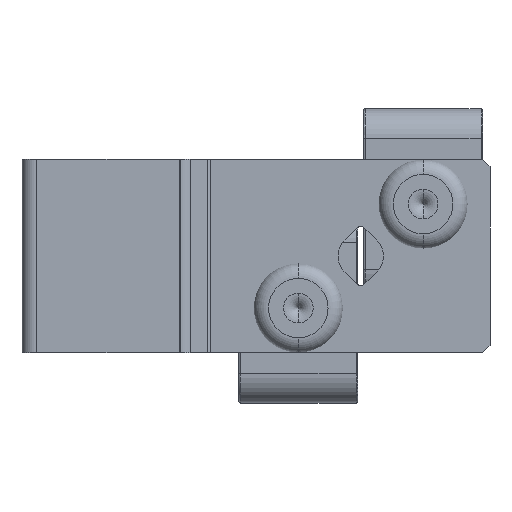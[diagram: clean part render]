
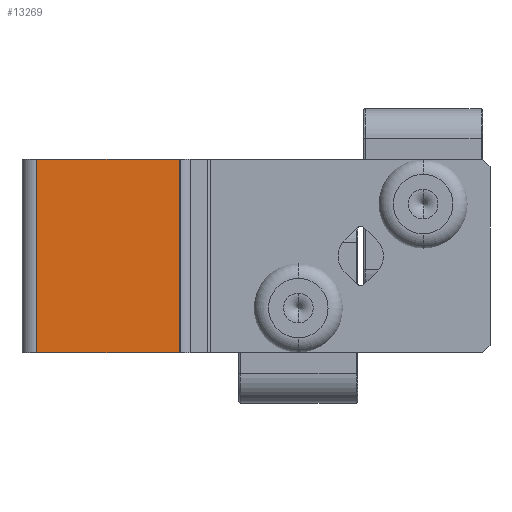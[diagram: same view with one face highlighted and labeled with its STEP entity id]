
A CAD part, front view. The second image highlights one B-rep face of the part: STEP entity #13269.
In plain terms, the highlighted planar face has unit normal (0, -1, 0).
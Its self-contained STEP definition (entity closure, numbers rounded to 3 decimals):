
#308 = EDGE_CURVE ( 'NONE', #1554, #10125, #6802, .T. ) ;
#747 = CARTESIAN_POINT ( 'NONE',  ( -621.137, -210.064, 13. ) ) ;
#1403 = ORIENTED_EDGE ( 'NONE', *, *, #308, .T. ) ;
#1554 = VERTEX_POINT ( 'NONE', #9220 ) ;
#1958 = EDGE_LOOP ( 'NONE', ( #12755, #5691, #1403, #11625 ) ) ;
#2016 = DIRECTION ( 'NONE',  ( -1., 0., 0. ) ) ;
#2201 = VERTEX_POINT ( 'NONE', #3104 ) ;
#2308 = VECTOR ( 'NONE', #11405, 1000. ) ;
#2600 = DIRECTION ( 'NONE',  ( 0., 0., -1. ) ) ;
#3104 = CARTESIAN_POINT ( 'NONE',  ( -621.137, -210.064, 0. ) ) ;
#3305 = EDGE_CURVE ( 'NONE', #2201, #11708, #14998, .T. ) ;
#3417 = EDGE_CURVE ( 'NONE', #2201, #10125, #10538, .T. ) ;
#4777 = AXIS2_PLACEMENT_3D ( 'NONE', #7477, #14819, #2600 ) ;
#5171 = VECTOR ( 'NONE', #7671, 1000. ) ;
#5691 = ORIENTED_EDGE ( 'NONE', *, *, #11136, .T. ) ;
#6542 = CARTESIAN_POINT ( 'NONE',  ( -621.137, -210.064, 0. ) ) ;
#6802 = LINE ( 'NONE', #747, #6811 ) ;
#6811 = VECTOR ( 'NONE', #2016, 1000. ) ;
#7477 = CARTESIAN_POINT ( 'NONE',  ( -621.137, -210.064, 0. ) ) ;
#7671 = DIRECTION ( 'NONE',  ( 0., 0., 1. ) ) ;
#8050 = CARTESIAN_POINT ( 'NONE',  ( -621.137, -210.064, 62.487 ) ) ;
#9088 = DIRECTION ( 'NONE',  ( 0., 0., 1. ) ) ;
#9220 = CARTESIAN_POINT ( 'NONE',  ( -611.515, -210.064, 13. ) ) ;
#9956 = FACE_OUTER_BOUND ( 'NONE', #1958, .T. ) ;
#10125 = VERTEX_POINT ( 'NONE', #14150 ) ;
#10331 = CARTESIAN_POINT ( 'NONE',  ( -611.515, -210.064, 0. ) ) ;
#10538 = LINE ( 'NONE', #8050, #15587 ) ;
#11136 = EDGE_CURVE ( 'NONE', #11708, #1554, #11341, .T. ) ;
#11341 = LINE ( 'NONE', #11417, #5171 ) ;
#11405 = DIRECTION ( 'NONE',  ( 1., 0., 0. ) ) ;
#11417 = CARTESIAN_POINT ( 'NONE',  ( -611.515, -210.064, 0. ) ) ;
#11625 = ORIENTED_EDGE ( 'NONE', *, *, #3417, .F. ) ;
#11708 = VERTEX_POINT ( 'NONE', #10331 ) ;
#12423 = PLANE ( 'NONE',  #4777 ) ;
#12755 = ORIENTED_EDGE ( 'NONE', *, *, #3305, .T. ) ;
#13269 = ADVANCED_FACE ( 'NONE', ( #9956 ), #12423, .T. ) ;
#14150 = CARTESIAN_POINT ( 'NONE',  ( -621.137, -210.064, 13. ) ) ;
#14819 = DIRECTION ( 'NONE',  ( 0., -1., 0. ) ) ;
#14998 = LINE ( 'NONE', #6542, #2308 ) ;
#15587 = VECTOR ( 'NONE', #9088, 1000. ) ;
